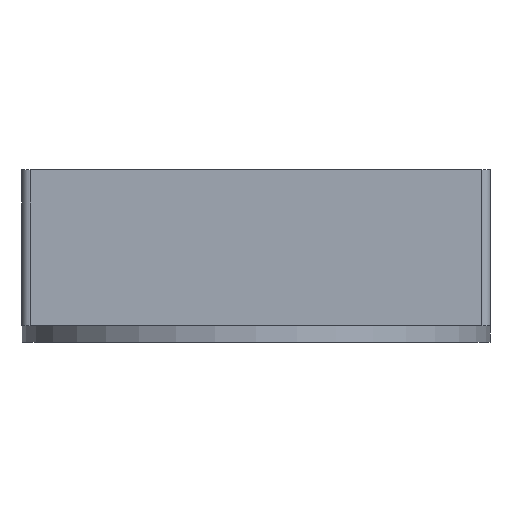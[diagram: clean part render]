
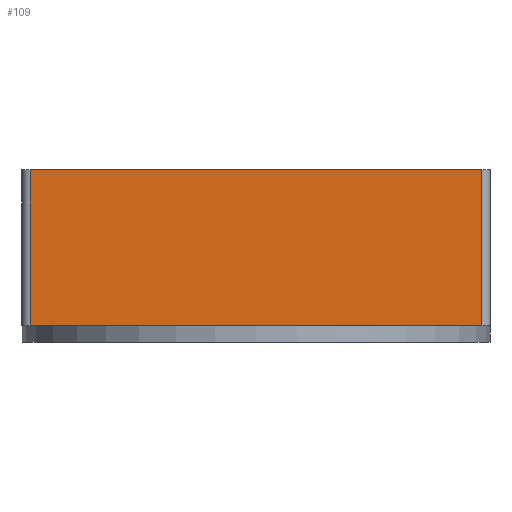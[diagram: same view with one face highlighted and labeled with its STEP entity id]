
A CAD part, left-side view. The second image highlights one B-rep face of the part: STEP entity #109.
In plain terms, the highlighted planar face has unit normal (-1, 0, 0).
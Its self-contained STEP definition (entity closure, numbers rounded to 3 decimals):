
#109 = ADVANCED_FACE( '', ( #244 ), #245, .T. );
#244 = FACE_OUTER_BOUND( '', #446, .T. );
#245 = PLANE( '', #447 );
#446 = EDGE_LOOP( '', ( #845, #846, #847, #848 ) );
#447 = AXIS2_PLACEMENT_3D( '', #849, #850, #851 );
#845 = ORIENTED_EDGE( '', *, *, #1297, .F. );
#846 = ORIENTED_EDGE( '', *, *, #1375, .T. );
#847 = ORIENTED_EDGE( '', *, *, #1251, .F. );
#848 = ORIENTED_EDGE( '', *, *, #1284, .F. );
#849 = CARTESIAN_POINT( '', ( -34., 28.5, 21. ) );
#850 = DIRECTION( '', ( -1., 0., 0. ) );
#851 = DIRECTION( '', ( 0., 0., 1. ) );
#1251 = EDGE_CURVE( '', #1470, #1472, #1473, .T. );
#1284 = EDGE_CURVE( '', #1528, #1470, #1530, .T. );
#1297 = EDGE_CURVE( '', #1549, #1528, #1551, .T. );
#1375 = EDGE_CURVE( '', #1549, #1472, #1690, .T. );
#1470 = VERTEX_POINT( '', #1834 );
#1472 = VERTEX_POINT( '', #1836 );
#1473 = LINE( '', #1837, #1838 );
#1528 = VERTEX_POINT( '', #1912 );
#1530 = LINE( '', #1914, #1915 );
#1549 = VERTEX_POINT( '', #1941 );
#1551 = LINE( '', #1943, #1944 );
#1690 = LINE( '', #2121, #2122 );
#1834 = CARTESIAN_POINT( '', ( -34., -27.5, 2. ) );
#1836 = CARTESIAN_POINT( '', ( -34., 27.5, 2. ) );
#1837 = CARTESIAN_POINT( '', ( -34., 14.611, 2. ) );
#1838 = VECTOR( '', #2326, 1000. );
#1912 = CARTESIAN_POINT( '', ( -34., -27.5, 21. ) );
#1914 = CARTESIAN_POINT( '', ( -34., -27.5, 21. ) );
#1915 = VECTOR( '', #2385, 1000. );
#1941 = CARTESIAN_POINT( '', ( -34., 27.5, 21. ) );
#1943 = CARTESIAN_POINT( '', ( -34., 28.5, 21. ) );
#1944 = VECTOR( '', #2408, 1000. );
#2121 = CARTESIAN_POINT( '', ( -34., 27.5, 21. ) );
#2122 = VECTOR( '', #2561, 1000. );
#2326 = DIRECTION( '', ( 0., 1., 0. ) );
#2385 = DIRECTION( '', ( 0., 0., -1. ) );
#2408 = DIRECTION( '', ( 0., -1., 0. ) );
#2561 = DIRECTION( '', ( 0., 0., -1. ) );
